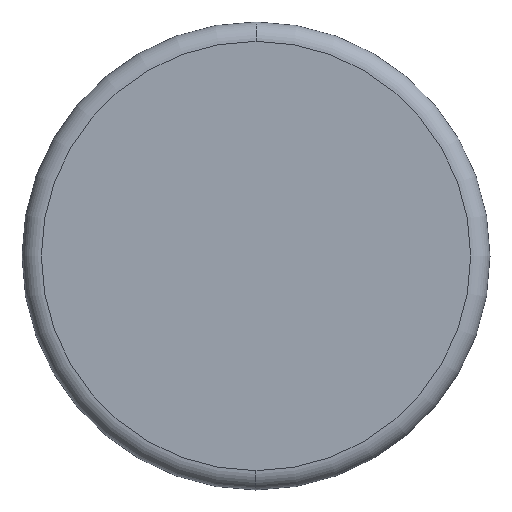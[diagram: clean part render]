
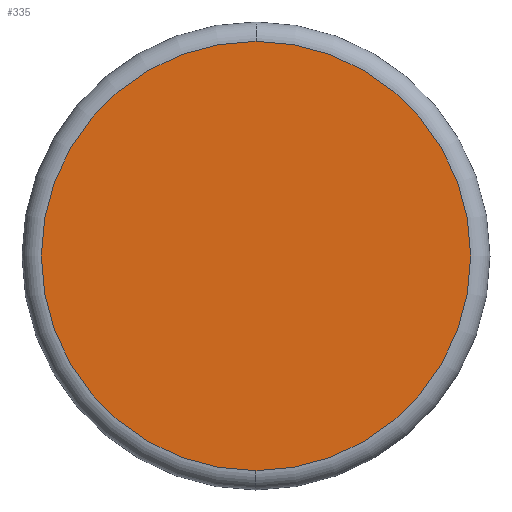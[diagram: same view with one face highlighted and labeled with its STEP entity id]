
A CAD part, left-side view. The second image highlights one B-rep face of the part: STEP entity #335.
In plain terms, the highlighted planar face has unit normal (-1, 0, 0).
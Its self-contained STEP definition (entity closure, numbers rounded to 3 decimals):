
#5 = AXIS2_PLACEMENT_3D ( 'NONE', #190, #22, #268 ) ;
#18 = FACE_OUTER_BOUND ( 'NONE', #142, .T. ) ;
#22 = DIRECTION ( 'NONE',  ( 1., 0., 0. ) ) ;
#35 = DIRECTION ( 'NONE',  ( -1., 0., 0. ) ) ;
#43 = DIRECTION ( 'NONE',  ( -1., 0., 0. ) ) ;
#54 = CIRCLE ( 'NONE', #291, 22.15 ) ;
#68 = CARTESIAN_POINT ( 'NONE',  ( -3., 0., 0. ) ) ;
#72 = EDGE_CURVE ( 'NONE', #275, #134, #122, .T. ) ;
#122 = CIRCLE ( 'NONE', #130, 22.15 ) ;
#130 = AXIS2_PLACEMENT_3D ( 'NONE', #68, #35, #175 ) ;
#134 = VERTEX_POINT ( 'NONE', #310 ) ;
#136 = ORIENTED_EDGE ( 'NONE', *, *, #151, .T. ) ;
#142 = EDGE_LOOP ( 'NONE', ( #280, #136 ) ) ;
#151 = EDGE_CURVE ( 'NONE', #134, #275, #54, .T. ) ;
#156 = CARTESIAN_POINT ( 'NONE',  ( -3., 0., 0. ) ) ;
#175 = DIRECTION ( 'NONE',  ( 0., 0., 1. ) ) ;
#190 = CARTESIAN_POINT ( 'NONE',  ( -3., 22.15, 0. ) ) ;
#217 = PLANE ( 'NONE',  #5 ) ;
#264 = DIRECTION ( 'NONE',  ( 0., 0., 1. ) ) ;
#268 = DIRECTION ( 'NONE',  ( 0., 0., -1. ) ) ;
#275 = VERTEX_POINT ( 'NONE', #323 ) ;
#280 = ORIENTED_EDGE ( 'NONE', *, *, #72, .T. ) ;
#291 = AXIS2_PLACEMENT_3D ( 'NONE', #156, #43, #264 ) ;
#310 = CARTESIAN_POINT ( 'NONE',  ( -3., 0., -22.15 ) ) ;
#323 = CARTESIAN_POINT ( 'NONE',  ( -3., 0., 22.15 ) ) ;
#335 = ADVANCED_FACE ( 'NONE', ( #18 ), #217, .F. ) ;
